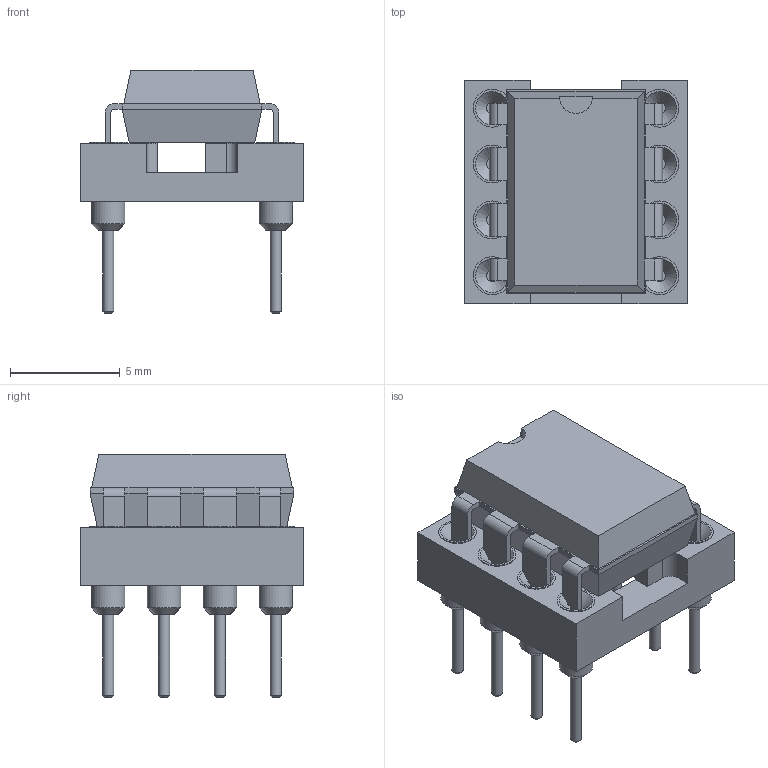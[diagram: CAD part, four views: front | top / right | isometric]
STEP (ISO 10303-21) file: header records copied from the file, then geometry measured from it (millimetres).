
FILE_DESCRIPTION(('FreeCAD Model'),'2;1');
FILE_NAME('DIP-8_with_socket.step' ,'2019-01-20T21:18:53',('Author'),(''), 'Open CASCADE STEP processor 7.2','FreeCAD','Unknown');
FILE_SCHEMA(('AUTOMOTIVE_DESIGN_CC2 { 1 2 10303 214 -1 1 5 4 }'));
Length unit declared in the file: millimetre
Products named in the file (2): DIP_8_W762mm_Socket; DIP-8_W7.62mm
Bounding box: 10.16 x 10.16 x 11.06 mm (x, y, z)
Volume: 393.5 mm3; surface area: 735.2 mm2
Topology: 2 solids, 2 shells, 276 faces, 638 edges, 405 vertices
Faces by surface type: plane 175, cylinder 57, cone 24, bspline 20
Full cylindrical faces by diameter (mm): 0.508 x16, 1.524 x8, 1.724 x8
Entity records: 9960 total; most frequent: CARTESIAN_POINT 1696, DIRECTION 1281, ORIENTED_EDGE 1276, EDGE_CURVE 638, LINE 471, VECTOR 471, AXIS2_PLACEMENT_3D 405, VERTEX_POINT 405
